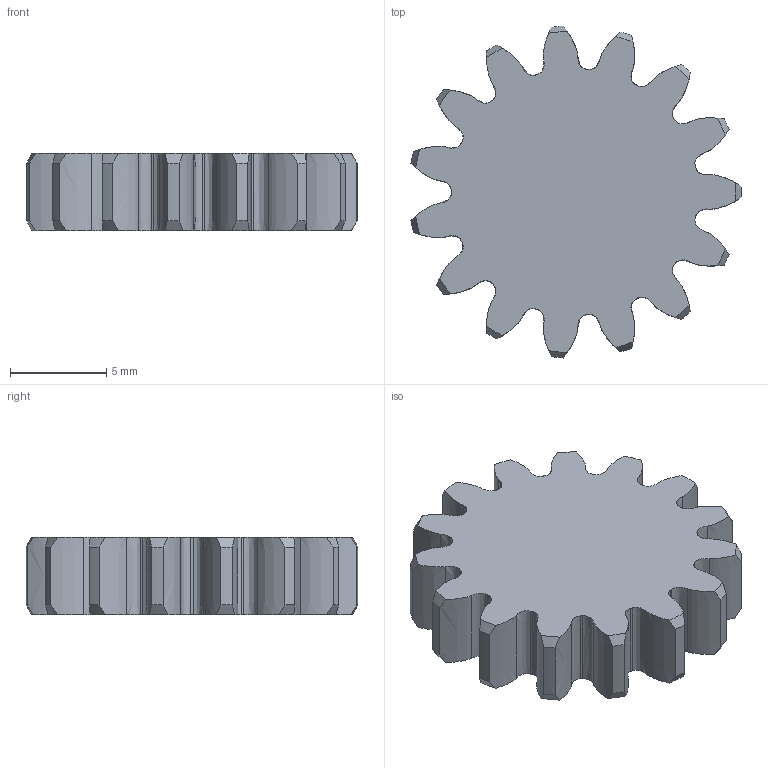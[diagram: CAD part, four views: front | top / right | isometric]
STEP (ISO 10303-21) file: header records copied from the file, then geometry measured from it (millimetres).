
FILE_DESCRIPTION(('STEP AP214'), '1');
FILE_NAME('櫻蠉錪', '', ('UNSPECIFIED'), ('UNSPECIFIED'), 'C3D Converter', 'C3D Toolkit', '');
FILE_SCHEMA(('AUTOMOTIVE_DESIGN { 1 0 10303 214 3 1 1}'));
Length unit declared in the file: millimetre
Bounding box: 17.13 x 17.22 x 4 mm (x, y, z)
Volume: 717.3 mm3; surface area: 714.8 mm2
Topology: 1 solids, 1 shells, 122 faces, 360 edges, 240 vertices
Faces by surface type: extrusion 60, cylinder 30, cone 30, plane 2
Entity records: 7314 total; most frequent: CARTESIAN_POINT 3307, ORIENTED_EDGE 720, DIRECTION 456, EDGE_CURVE 360, B_SPLINE_CURVE_WITH_KNOTS 240, VERTEX_POINT 240, AXIS2_PLACEMENT_3D 153, VECTOR 150
